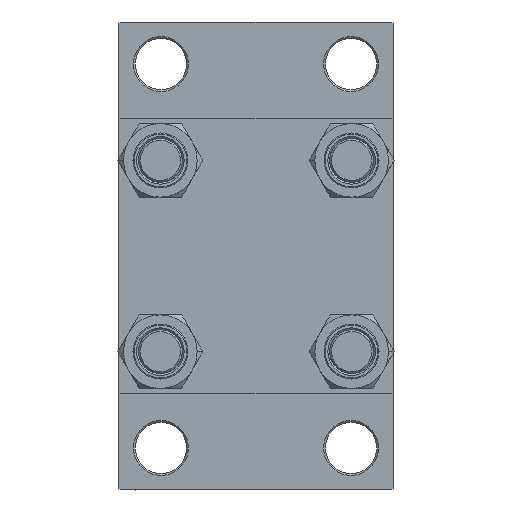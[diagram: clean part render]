
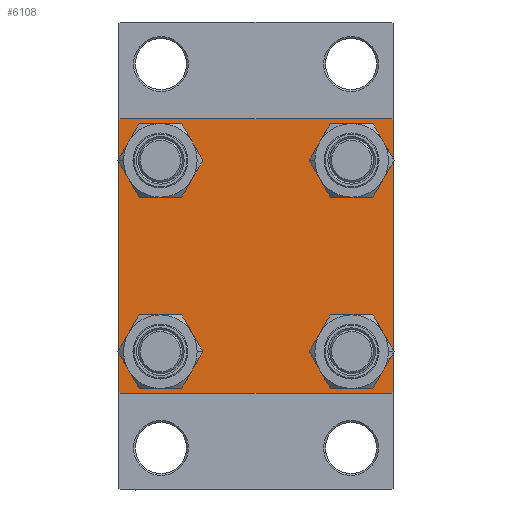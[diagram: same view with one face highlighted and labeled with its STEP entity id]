
A CAD part, left-side view. The second image highlights one B-rep face of the part: STEP entity #6108.
In plain terms, the highlighted planar face has unit normal (-1, 0, 0).
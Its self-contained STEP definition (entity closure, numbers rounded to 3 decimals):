
#1014 = AXIS2_PLACEMENT_3D ( 'NONE', #48962, #22000, #41076 ) ;
#1369 = EDGE_CURVE ( 'NONE', #12232, #5169, #45479, .T. ) ;
#1378 = DIRECTION ( 'NONE',  ( 0., -1., 0. ) ) ;
#1729 = FACE_OUTER_BOUND ( 'NONE', #38742, .T. ) ;
#1759 = VERTEX_POINT ( 'NONE', #28317 ) ;
#1875 = ORIENTED_EDGE ( 'NONE', *, *, #21892, .T. ) ;
#2214 = DIRECTION ( 'NONE',  ( 0., 0., 1. ) ) ;
#2772 = CARTESIAN_POINT ( 'NONE',  ( 0., 26.15, 19.65 ) ) ;
#2950 = CARTESIAN_POINT ( 'NONE',  ( 0., -37., 37.5 ) ) ;
#3082 = ORIENTED_EDGE ( 'NONE', *, *, #46128, .T. ) ;
#3501 = VERTEX_POINT ( 'NONE', #39271 ) ;
#3808 = CARTESIAN_POINT ( 'NONE',  ( 0., 37.5, 37.5 ) ) ;
#4945 = CARTESIAN_POINT ( 'NONE',  ( 0., -26.15, 32.65 ) ) ;
#4989 = VECTOR ( 'NONE', #36357, 1000. ) ;
#5169 = VERTEX_POINT ( 'NONE', #28887 ) ;
#5351 = ORIENTED_EDGE ( 'NONE', *, *, #1369, .T. ) ;
#5534 = FACE_BOUND ( 'NONE', #23331, .T. ) ;
#6004 = AXIS2_PLACEMENT_3D ( 'NONE', #39486, #39739, #16603 ) ;
#6108 = ADVANCED_FACE ( 'NONE', ( #24855, #5534, #21025, #36542, #1729 ), #17214, .T. ) ;
#6150 = VECTOR ( 'NONE', #9608, 1000. ) ;
#6460 = ORIENTED_EDGE ( 'NONE', *, *, #17562, .T. ) ;
#6855 = DIRECTION ( 'NONE',  ( 0., 0., -1. ) ) ;
#7144 = CARTESIAN_POINT ( 'NONE',  ( 0., -37.5, -37. ) ) ;
#8978 = EDGE_CURVE ( 'NONE', #32733, #45402, #22976, .T. ) ;
#9608 = DIRECTION ( 'NONE',  ( 0., -0.707, 0.707 ) ) ;
#9820 = ORIENTED_EDGE ( 'NONE', *, *, #20274, .T. ) ;
#9979 = CARTESIAN_POINT ( 'NONE',  ( 0., 26.15, -19.65 ) ) ;
#10831 = DIRECTION ( 'NONE',  ( -1., 0., 0. ) ) ;
#10947 = DIRECTION ( 'NONE',  ( 0., 0.707, 0.707 ) ) ;
#11307 = EDGE_CURVE ( 'NONE', #33568, #20177, #18170, .T. ) ;
#11402 = DIRECTION ( 'NONE',  ( 0., 0., 1. ) ) ;
#12232 = VERTEX_POINT ( 'NONE', #12866 ) ;
#12518 = VERTEX_POINT ( 'NONE', #47326 ) ;
#12639 = VERTEX_POINT ( 'NONE', #33297 ) ;
#12866 = CARTESIAN_POINT ( 'NONE',  ( 0., 37.5, 37. ) ) ;
#12885 = AXIS2_PLACEMENT_3D ( 'NONE', #46730, #15971, #11402 ) ;
#13057 = DIRECTION ( 'NONE',  ( 0., -1., 0. ) ) ;
#13231 = DIRECTION ( 'NONE',  ( 0., 0., 1. ) ) ;
#13249 = VERTEX_POINT ( 'NONE', #4945 ) ;
#13277 = DIRECTION ( 'NONE',  ( 1., 0., 0. ) ) ;
#13756 = CARTESIAN_POINT ( 'NONE',  ( 0., 26.15, -26.15 ) ) ;
#14751 = LINE ( 'NONE', #45761, #44546 ) ;
#15060 = DIRECTION ( 'NONE',  ( 0., 0., 1. ) ) ;
#15124 = VECTOR ( 'NONE', #13057, 1000. ) ;
#15971 = DIRECTION ( 'NONE',  ( 1., 0., 0. ) ) ;
#16603 = DIRECTION ( 'NONE',  ( 0., 0., 1. ) ) ;
#16779 = AXIS2_PLACEMENT_3D ( 'NONE', #22466, #18388, #49420 ) ;
#16785 = ORIENTED_EDGE ( 'NONE', *, *, #17837, .T. ) ;
#16855 = LINE ( 'NONE', #20669, #37870 ) ;
#17214 = PLANE ( 'NONE',  #45570 ) ;
#17358 = CARTESIAN_POINT ( 'NONE',  ( 0., 37.5, 37.5 ) ) ;
#17562 = EDGE_CURVE ( 'NONE', #12639, #3501, #16855, .T. ) ;
#17659 = EDGE_CURVE ( 'NONE', #19687, #39805, #48875, .T. ) ;
#17837 = EDGE_CURVE ( 'NONE', #5169, #12639, #50119, .T. ) ;
#18088 = DIRECTION ( 'NONE',  ( 0., -0.707, -0.707 ) ) ;
#18170 = CIRCLE ( 'NONE', #6004, 6.5 ) ;
#18241 = CARTESIAN_POINT ( 'NONE',  ( 0., -37.5, 37.5 ) ) ;
#18388 = DIRECTION ( 'NONE',  ( 1., 0., 0. ) ) ;
#19386 = VERTEX_POINT ( 'NONE', #48725 ) ;
#19628 = AXIS2_PLACEMENT_3D ( 'NONE', #37029, #21769, #2214 ) ;
#19687 = VERTEX_POINT ( 'NONE', #29579 ) ;
#20177 = VERTEX_POINT ( 'NONE', #2772 ) ;
#20274 = EDGE_CURVE ( 'NONE', #1759, #19386, #20880, .T. ) ;
#20669 = CARTESIAN_POINT ( 'NONE',  ( 0., 37.5, -37.5 ) ) ;
#20880 = CIRCLE ( 'NONE', #12885, 6.5 ) ;
#21025 = FACE_BOUND ( 'NONE', #26522, .T. ) ;
#21769 = DIRECTION ( 'NONE',  ( 1., 0., 0. ) ) ;
#21892 = EDGE_CURVE ( 'NONE', #31056, #13249, #46788, .T. ) ;
#21910 = EDGE_LOOP ( 'NONE', ( #43510, #1875 ) ) ;
#22000 = DIRECTION ( 'NONE',  ( 1., 0., 0. ) ) ;
#22163 = ORIENTED_EDGE ( 'NONE', *, *, #23782, .T. ) ;
#22224 = ORIENTED_EDGE ( 'NONE', *, *, #11307, .T. ) ;
#22364 = EDGE_CURVE ( 'NONE', #13249, #31056, #23314, .T. ) ;
#22466 = CARTESIAN_POINT ( 'NONE',  ( 0., -26.15, 26.15 ) ) ;
#22556 = EDGE_CURVE ( 'NONE', #12518, #41378, #38332, .T. ) ;
#22976 = CIRCLE ( 'NONE', #47348, 6.5 ) ;
#23314 = CIRCLE ( 'NONE', #49248, 6.5 ) ;
#23331 = EDGE_LOOP ( 'NONE', ( #9820, #22163 ) ) ;
#23782 = EDGE_CURVE ( 'NONE', #19386, #1759, #28996, .T. ) ;
#24423 = LINE ( 'NONE', #32788, #4989 ) ;
#24855 = FACE_BOUND ( 'NONE', #21910, .T. ) ;
#26154 = CIRCLE ( 'NONE', #1014, 6.5 ) ;
#26342 = DIRECTION ( 'NONE',  ( 0., 0., 1. ) ) ;
#26522 = EDGE_LOOP ( 'NONE', ( #47181, #48636 ) ) ;
#26867 = ORIENTED_EDGE ( 'NONE', *, *, #37457, .T. ) ;
#27346 = VECTOR ( 'NONE', #38592, 1000. ) ;
#28317 = CARTESIAN_POINT ( 'NONE',  ( 0., -26.15, -19.65 ) ) ;
#28887 = CARTESIAN_POINT ( 'NONE',  ( 0., 37.5, -37. ) ) ;
#28996 = CIRCLE ( 'NONE', #42833, 6.5 ) ;
#29579 = CARTESIAN_POINT ( 'NONE',  ( 0., 37., 37.5 ) ) ;
#30173 = CIRCLE ( 'NONE', #19628, 6.5 ) ;
#30892 = VECTOR ( 'NONE', #6855, 1000. ) ;
#31056 = VERTEX_POINT ( 'NONE', #41980 ) ;
#32256 = CARTESIAN_POINT ( 'NONE',  ( 0., -37.25, -37.25 ) ) ;
#32726 = CARTESIAN_POINT ( 'NONE',  ( 0., 0., 0. ) ) ;
#32733 = VERTEX_POINT ( 'NONE', #46386 ) ;
#32788 = CARTESIAN_POINT ( 'NONE',  ( 0., 37.25, 37.25 ) ) ;
#33297 = CARTESIAN_POINT ( 'NONE',  ( 0., 37., -37.5 ) ) ;
#33568 = VERTEX_POINT ( 'NONE', #47720 ) ;
#34350 = ORIENTED_EDGE ( 'NONE', *, *, #22556, .F. ) ;
#34396 = CARTESIAN_POINT ( 'NONE',  ( 0., -26.15, 26.15 ) ) ;
#35828 = EDGE_CURVE ( 'NONE', #19687, #12232, #24423, .T. ) ;
#36336 = EDGE_CURVE ( 'NONE', #45402, #32733, #30173, .T. ) ;
#36357 = DIRECTION ( 'NONE',  ( 0., 0.707, -0.707 ) ) ;
#36459 = ORIENTED_EDGE ( 'NONE', *, *, #49460, .T. ) ;
#36542 = FACE_BOUND ( 'NONE', #45919, .T. ) ;
#36675 = ORIENTED_EDGE ( 'NONE', *, *, #17659, .F. ) ;
#37029 = CARTESIAN_POINT ( 'NONE',  ( 0., 26.15, -26.15 ) ) ;
#37457 = EDGE_CURVE ( 'NONE', #20177, #33568, #26154, .T. ) ;
#37870 = VECTOR ( 'NONE', #1378, 1000. ) ;
#38332 = LINE ( 'NONE', #18241, #27346 ) ;
#38592 = DIRECTION ( 'NONE',  ( 0., 0., -1. ) ) ;
#38742 = EDGE_LOOP ( 'NONE', ( #5351, #16785, #6460, #3082, #34350, #36459, #36675, #41560 ) ) ;
#39271 = CARTESIAN_POINT ( 'NONE',  ( 0., -37., -37.5 ) ) ;
#39486 = CARTESIAN_POINT ( 'NONE',  ( 0., 26.15, 26.15 ) ) ;
#39739 = DIRECTION ( 'NONE',  ( 1., 0., 0. ) ) ;
#39805 = VERTEX_POINT ( 'NONE', #2950 ) ;
#40174 = CARTESIAN_POINT ( 'NONE',  ( 0., -26.15, -26.15 ) ) ;
#40332 = VECTOR ( 'NONE', #18088, 1000. ) ;
#41076 = DIRECTION ( 'NONE',  ( 0., 0., 1. ) ) ;
#41378 = VERTEX_POINT ( 'NONE', #7144 ) ;
#41477 = CARTESIAN_POINT ( 'NONE',  ( 0., 37.25, -37.25 ) ) ;
#41560 = ORIENTED_EDGE ( 'NONE', *, *, #35828, .T. ) ;
#41980 = CARTESIAN_POINT ( 'NONE',  ( 0., -26.15, 19.65 ) ) ;
#42833 = AXIS2_PLACEMENT_3D ( 'NONE', #40174, #43982, #13231 ) ;
#43510 = ORIENTED_EDGE ( 'NONE', *, *, #22364, .T. ) ;
#43982 = DIRECTION ( 'NONE',  ( 1., 0., 0. ) ) ;
#44546 = VECTOR ( 'NONE', #10947, 1000. ) ;
#45402 = VERTEX_POINT ( 'NONE', #9979 ) ;
#45479 = LINE ( 'NONE', #3808, #30892 ) ;
#45570 = AXIS2_PLACEMENT_3D ( 'NONE', #32726, #10831, #26342 ) ;
#45761 = CARTESIAN_POINT ( 'NONE',  ( 0., -37.25, 37.25 ) ) ;
#45919 = EDGE_LOOP ( 'NONE', ( #22224, #26867 ) ) ;
#46128 = EDGE_CURVE ( 'NONE', #3501, #41378, #48496, .T. ) ;
#46386 = CARTESIAN_POINT ( 'NONE',  ( 0., 26.15, -32.65 ) ) ;
#46730 = CARTESIAN_POINT ( 'NONE',  ( 0., -26.15, -26.15 ) ) ;
#46788 = CIRCLE ( 'NONE', #16779, 6.5 ) ;
#47181 = ORIENTED_EDGE ( 'NONE', *, *, #36336, .T. ) ;
#47326 = CARTESIAN_POINT ( 'NONE',  ( 0., -37.5, 37. ) ) ;
#47348 = AXIS2_PLACEMENT_3D ( 'NONE', #13756, #13277, #48096 ) ;
#47720 = CARTESIAN_POINT ( 'NONE',  ( 0., 26.15, 32.65 ) ) ;
#48096 = DIRECTION ( 'NONE',  ( 0., 0., 1. ) ) ;
#48496 = LINE ( 'NONE', #32256, #6150 ) ;
#48636 = ORIENTED_EDGE ( 'NONE', *, *, #8978, .T. ) ;
#48725 = CARTESIAN_POINT ( 'NONE',  ( 0., -26.15, -32.65 ) ) ;
#48875 = LINE ( 'NONE', #17358, #15124 ) ;
#48962 = CARTESIAN_POINT ( 'NONE',  ( 0., 26.15, 26.15 ) ) ;
#49248 = AXIS2_PLACEMENT_3D ( 'NONE', #34396, #49899, #15060 ) ;
#49420 = DIRECTION ( 'NONE',  ( 0., 0., 1. ) ) ;
#49460 = EDGE_CURVE ( 'NONE', #12518, #39805, #14751, .T. ) ;
#49899 = DIRECTION ( 'NONE',  ( 1., 0., 0. ) ) ;
#50119 = LINE ( 'NONE', #41477, #40332 ) ;
